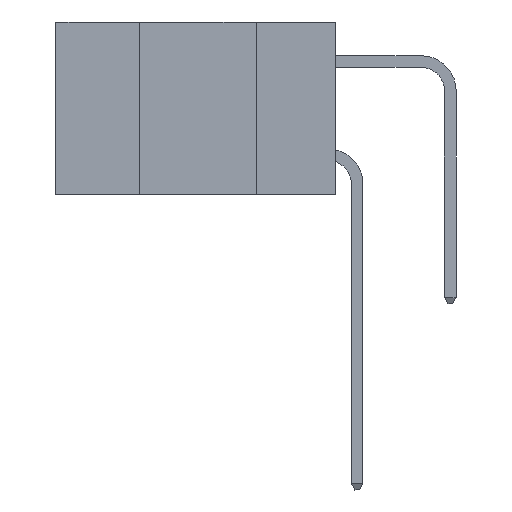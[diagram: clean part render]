
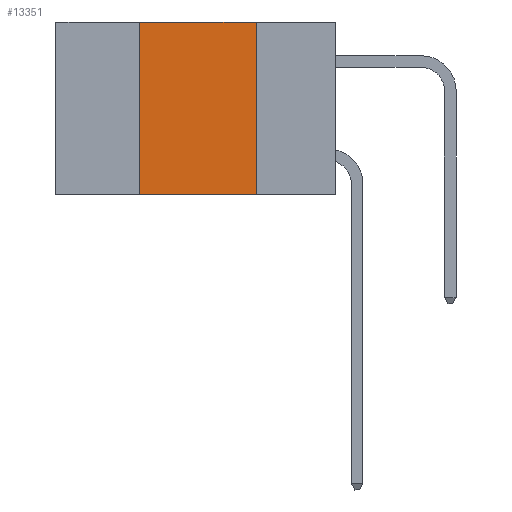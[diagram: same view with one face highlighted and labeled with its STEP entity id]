
A CAD part, left-side view. The second image highlights one B-rep face of the part: STEP entity #13351.
In plain terms, the highlighted planar face has unit normal (-1, 0, 0).
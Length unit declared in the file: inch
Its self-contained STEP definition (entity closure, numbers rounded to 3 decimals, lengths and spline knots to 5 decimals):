
#1773 = ORIENTED_EDGE ( 'NONE', *, *, #20410, .F. ) ;
#3800 = LINE ( 'NONE', #6341, #21563 ) ;
#5996 = EDGE_LOOP ( 'NONE', ( #1773, #17579, #27052, #24651 ) ) ;
#6341 = CARTESIAN_POINT ( 'NONE',  ( 0., 0.6, 0. ) ) ;
#7206 = VERTEX_POINT ( 'NONE', #35050 ) ;
#7402 = CARTESIAN_POINT ( 'NONE',  ( 0., 0.6, -0.37 ) ) ;
#7747 = AXIS2_PLACEMENT_3D ( 'NONE', #31501, #9002, #9539 ) ;
#8248 = CARTESIAN_POINT ( 'NONE',  ( 0., 0.17, -0.37 ) ) ;
#9002 = DIRECTION ( 'NONE',  ( 1., 0., 0. ) ) ;
#9539 = DIRECTION ( 'NONE',  ( 0., 0., -1. ) ) ;
#11413 = VECTOR ( 'NONE', #32255, 39.37008 ) ;
#13351 = ADVANCED_FACE ( 'NONE', ( #22454 ), #24454, .F. ) ;
#14354 = EDGE_CURVE ( 'NONE', #26487, #16211, #3800, .T. ) ;
#16211 = VERTEX_POINT ( 'NONE', #19789 ) ;
#16778 = EDGE_CURVE ( 'NONE', #7206, #26487, #20633, .T. ) ;
#17221 = CARTESIAN_POINT ( 'NONE',  ( 0., 0.17, 0. ) ) ;
#17579 = ORIENTED_EDGE ( 'NONE', *, *, #14354, .F. ) ;
#19789 = CARTESIAN_POINT ( 'NONE',  ( 0., 0.17, 0. ) ) ;
#20410 = EDGE_CURVE ( 'NONE', #16211, #22652, #34610, .T. ) ;
#20633 = LINE ( 'NONE', #25528, #27476 ) ;
#21563 = VECTOR ( 'NONE', #34098, 39.37008 ) ;
#21730 = LINE ( 'NONE', #7402, #11413 ) ;
#21996 = EDGE_CURVE ( 'NONE', #7206, #22652, #21730, .T. ) ;
#22454 = FACE_OUTER_BOUND ( 'NONE', #5996, .T. ) ;
#22652 = VERTEX_POINT ( 'NONE', #8248 ) ;
#24454 = PLANE ( 'NONE',  #7747 ) ;
#24651 = ORIENTED_EDGE ( 'NONE', *, *, #21996, .T. ) ;
#25528 = CARTESIAN_POINT ( 'NONE',  ( 0., 0.42, 0. ) ) ;
#26487 = VERTEX_POINT ( 'NONE', #32770 ) ;
#27052 = ORIENTED_EDGE ( 'NONE', *, *, #16778, .F. ) ;
#27476 = VECTOR ( 'NONE', #34240, 39.37008 ) ;
#28142 = VECTOR ( 'NONE', #31346, 39.37008 ) ;
#31346 = DIRECTION ( 'NONE',  ( 0., 0., -1. ) ) ;
#31501 = CARTESIAN_POINT ( 'NONE',  ( 0., 0.6, 0. ) ) ;
#32255 = DIRECTION ( 'NONE',  ( 0., -1., 0. ) ) ;
#32770 = CARTESIAN_POINT ( 'NONE',  ( 0., 0.42, 0. ) ) ;
#34098 = DIRECTION ( 'NONE',  ( 0., -1., 0. ) ) ;
#34240 = DIRECTION ( 'NONE',  ( 0., 0., 1. ) ) ;
#34610 = LINE ( 'NONE', #17221, #28142 ) ;
#35050 = CARTESIAN_POINT ( 'NONE',  ( 0., 0.42, -0.37 ) ) ;
